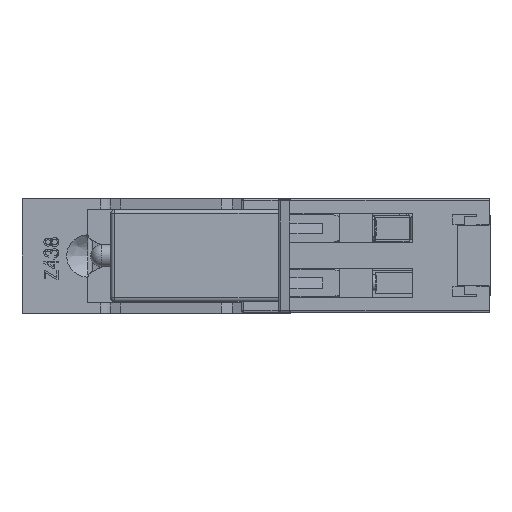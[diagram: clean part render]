
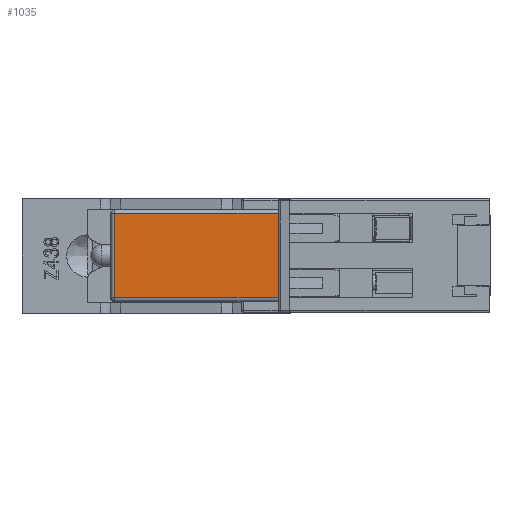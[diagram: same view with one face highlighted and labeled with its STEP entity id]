
A CAD part, left-side view. The second image highlights one B-rep face of the part: STEP entity #1035.
In plain terms, the highlighted planar face has unit normal (-1, 0, 0).
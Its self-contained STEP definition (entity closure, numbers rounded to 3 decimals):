
#1035=ADVANCED_FACE('',(#6707),#6708,.F.);
#6707=FACE_OUTER_BOUND('',#16240,.T.);
#6708=PLANE('',#16241);
#16240=EDGE_LOOP('',(#33829,#33830,#33831,#33832,#33833,#33834));
#16241=AXIS2_PLACEMENT_3D('',#33835,#33836,#33837);
#33829=ORIENTED_EDGE('',*,*,#68547,.T.);
#33830=ORIENTED_EDGE('',*,*,#68518,.T.);
#33831=ORIENTED_EDGE('',*,*,#68546,.T.);
#33832=ORIENTED_EDGE('',*,*,#68548,.T.);
#33833=ORIENTED_EDGE('',*,*,#68549,.T.);
#33834=ORIENTED_EDGE('',*,*,#68520,.T.);
#33835=CARTESIAN_POINT('',(-66.0,28.9,-14.236));
#33836=DIRECTION('',(1.0,0.0,0.0));
#33837=DIRECTION('',(0.0,1.0,0.0));
#68518=EDGE_CURVE('',#83931,#83928,#83932,.T.);
#68520=EDGE_CURVE('',#83935,#83933,#83936,.T.);
#68546=EDGE_CURVE('',#83928,#83982,#83984,.T.);
#68547=EDGE_CURVE('',#83933,#83931,#83985,.T.);
#68548=EDGE_CURVE('',#83982,#83986,#83987,.T.);
#68549=EDGE_CURVE('',#83986,#83935,#83988,.T.);
#83928=VERTEX_POINT('',#111335);
#83931=VERTEX_POINT('',#111338);
#83932=LINE('',#111339,#111340);
#83933=VERTEX_POINT('',#111341);
#83935=VERTEX_POINT('',#111343);
#83936=LINE('',#111344,#111345);
#83982=VERTEX_POINT('',#111408);
#83984=LINE('',#111410,#111411);
#83985=LINE('',#111412,#111413);
#83986=VERTEX_POINT('',#111414);
#83987=LINE('',#111415,#111416);
#83988=LINE('',#111417,#111418);
#111335=CARTESIAN_POINT('',(-66.0,28.9,-2.136));
#111338=CARTESIAN_POINT('',(-66.0,28.9,-5.009));
#111339=CARTESIAN_POINT('',(-66.0,28.9,-5.009));
#111340=VECTOR('',#145363,2.873);
#111341=CARTESIAN_POINT('',(-66.0,28.9,-8.156));
#111343=CARTESIAN_POINT('',(-66.0,28.9,-13.736));
#111344=CARTESIAN_POINT('',(-66.0,28.9,-13.736));
#111345=VECTOR('',#145367,5.581);
#111408=CARTESIAN_POINT('',(-66.0,51.4,-2.136));
#111410=CARTESIAN_POINT('',(-66.0,28.9,-2.136));
#111411=VECTOR('',#145409,22.5);
#111412=CARTESIAN_POINT('',(-66.0,28.9,-8.156));
#111413=VECTOR('',#145410,3.147);
#111414=CARTESIAN_POINT('',(-66.0,51.4,-13.736));
#111415=CARTESIAN_POINT('',(-66.0,51.4,-2.136));
#111416=VECTOR('',#145411,11.6);
#111417=CARTESIAN_POINT('',(-66.0,51.4,-13.736));
#111418=VECTOR('',#145412,22.5);
#145363=DIRECTION('',(0.0,0.,1.0));
#145367=DIRECTION('',(0.0,0.,1.0));
#145409=DIRECTION('',(0.0,1.0,0.0));
#145410=DIRECTION('',(0.0,0.0,1.0));
#145411=DIRECTION('',(0.0,0.0,-1.0));
#145412=DIRECTION('',(0.0,-1.0,0.0));
